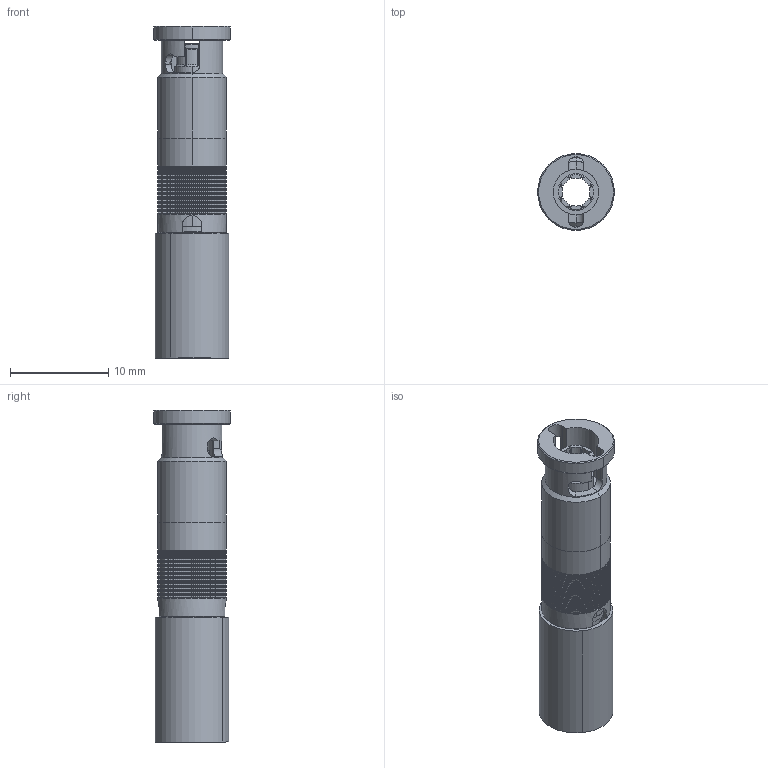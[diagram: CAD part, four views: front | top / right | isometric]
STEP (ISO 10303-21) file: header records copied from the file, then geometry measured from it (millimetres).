
FILE_DESCRIPTION (( 'STEP AP214' ), '1' );
FILE_NAME ('67-005-B66-FE.STEP', '2024-07-30T10:07:42', ( '' ), ( '' ), 'SwSTEP 2.0', 'SolidWorks 2023', '' );
FILE_SCHEMA (( 'AUTOMOTIVE_DESIGN' ));
Products named in the file (1): 67-005-B66-FE
Bounding box: 7.82 x 7.82 x 33.82 mm (x, y, z)
Surface area: 1521.1 mm2 (no closed solid volume)
Topology: 0 solids, 15 shells, 6367 faces, 13048 edges, 6688 vertices
Faces by surface type: plane 2528, cone 2524, cylinder 1310, bspline 5
Entity records: 165004 total; most frequent: CARTESIAN_POINT 41882, ORIENTED_EDGE 25915, DIRECTION 24669, EDGE_CURVE 13048, AXIS2_PLACEMENT_3D 10374, VERTEX_POINT 6688, EDGE_LOOP 6375, FACE_OUTER_BOUND 6367
